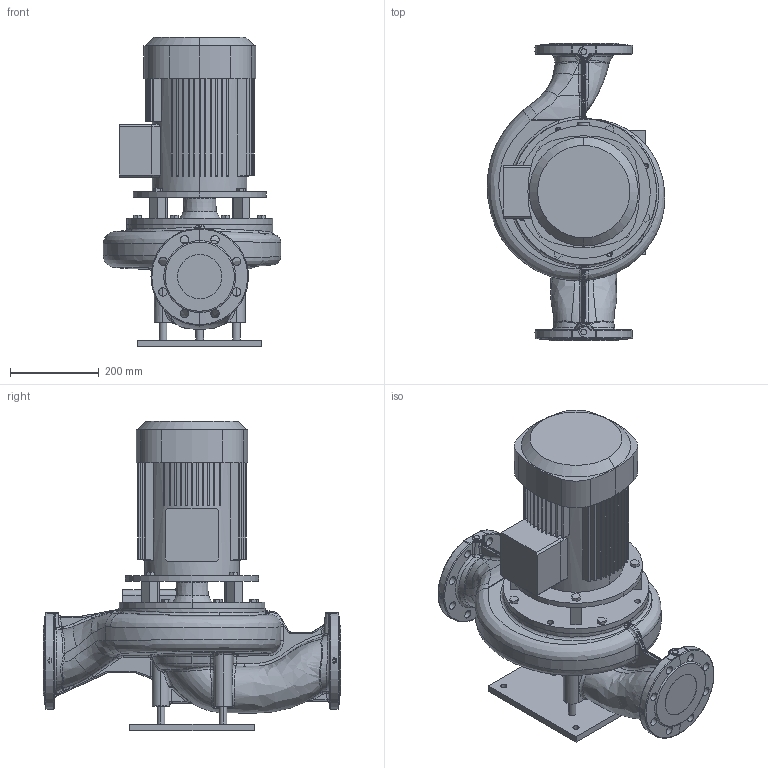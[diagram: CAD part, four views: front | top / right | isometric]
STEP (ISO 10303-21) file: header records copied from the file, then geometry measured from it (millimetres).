
FILE_DESCRIPTION (( 'STEP AP203' ), '1' );
FILE_NAME ('VariA 100-16.STEP', '2014-07-09T07:14:16', ( '' ), ( '' ), 'SwSTEP 2.0', 'SolidWorks 2011', '' );
FILE_SCHEMA (( 'CONFIG_CONTROL_DESIGN' ));
Products named in the file (1): VariA 100-16
Bounding box: 400.34 x 670 x 697.6 mm (x, y, z)
Volume: 39865271 mm3; surface area: 1921234.1 mm2
Topology: 5 solids, 5 shells, 1028 faces, 2579 edges, 1566 vertices
Faces by surface type: plane 295, bspline 284, cylinder 280, cone 87, sphere 51, torus 31
Entity records: 140516 total; most frequent: CARTESIAN_POINT 118257, ORIENTED_EDGE 5110, DIRECTION 4037, EDGE_CURVE 2555, VERTEX_POINT 1566, AXIS2_PLACEMENT_3D 1558, EDGE_LOOP 1105, FACE_OUTER_BOUND 1028
